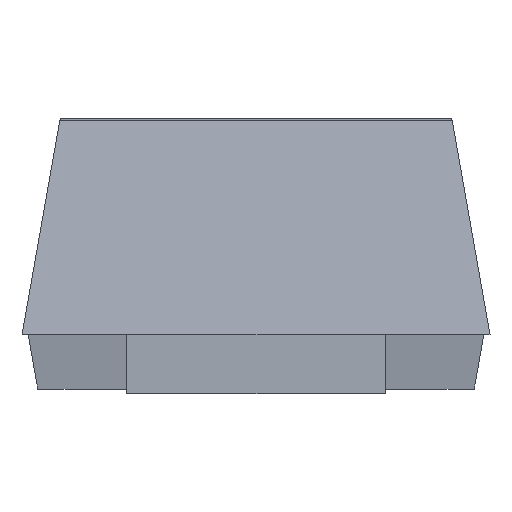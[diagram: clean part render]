
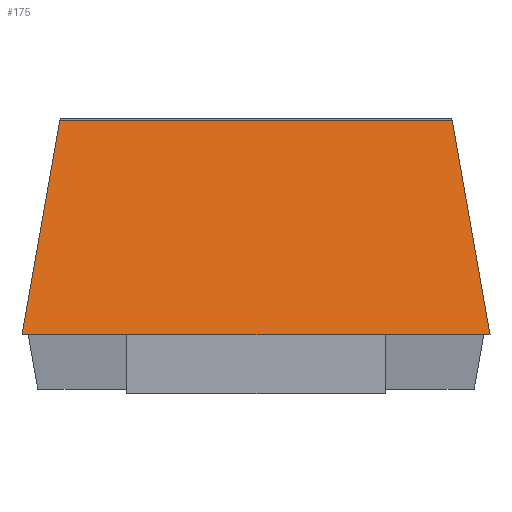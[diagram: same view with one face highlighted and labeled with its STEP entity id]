
A CAD part, left-side view. The second image highlights one B-rep face of the part: STEP entity #175.
In plain terms, the highlighted planar face has unit normal (-0.985, 0, 0.174).
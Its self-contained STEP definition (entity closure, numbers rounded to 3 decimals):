
#22 = VERTEX_POINT('',#23);
#23 = CARTESIAN_POINT('',(-1.4,0.95,0.24));
#31 = EDGE_CURVE('',#22,#32,#34,.T.);
#32 = VERTEX_POINT('',#33);
#33 = CARTESIAN_POINT('',(-1.4,0.925,0.24));
#34 = LINE('',#35,#36);
#35 = CARTESIAN_POINT('',(-1.4,0.95,0.24));
#36 = VECTOR('',#37,1.);
#37 = DIRECTION('',(0.,-1.,0.));
#62 = EDGE_CURVE('',#22,#63,#65,.T.);
#63 = VERTEX_POINT('',#64);
#64 = CARTESIAN_POINT('',(-1.247,0.797,1.11));
#65 = LINE('',#66,#67);
#66 = CARTESIAN_POINT('',(-1.249,0.799,1.094)
  );
#67 = VECTOR('',#68,1.);
#68 = DIRECTION('',(0.171,-0.171,0.97));
#149 = EDGE_CURVE('',#32,#150,#152,.T.);
#150 = VERTEX_POINT('',#151);
#151 = CARTESIAN_POINT('',(-1.4,0.525,0.24));
#152 = LINE('',#153,#154);
#153 = CARTESIAN_POINT('',(-1.4,0.95,0.24));
#154 = VECTOR('',#155,1.);
#155 = DIRECTION('',(0.,-1.,0.));
#175 = ADVANCED_FACE('',(#176),#219,.F.);
#176 = FACE_BOUND('',#177,.F.);
#177 = EDGE_LOOP('',(#178,#179,#180,#188,#196,#204,#212,#218));
#178 = ORIENTED_EDGE('',*,*,#31,.F.);
#179 = ORIENTED_EDGE('',*,*,#62,.T.);
#180 = ORIENTED_EDGE('',*,*,#181,.F.);
#181 = EDGE_CURVE('',#182,#63,#184,.T.);
#182 = VERTEX_POINT('',#183);
#183 = CARTESIAN_POINT('',(-1.247,-0.797,1.11));
#184 = LINE('',#185,#186);
#185 = CARTESIAN_POINT('',(-1.247,0.475,1.11));
#186 = VECTOR('',#187,1.);
#187 = DIRECTION('',(0.,1.,0.));
#188 = ORIENTED_EDGE('',*,*,#189,.T.);
#189 = EDGE_CURVE('',#182,#190,#192,.T.);
#190 = VERTEX_POINT('',#191);
#191 = CARTESIAN_POINT('',(-1.4,-0.95,0.24));
#192 = LINE('',#193,#194);
#193 = CARTESIAN_POINT('',(-1.297,-0.847,
    0.825));
#194 = VECTOR('',#195,1.);
#195 = DIRECTION('',(-0.171,-0.171,-0.97));
#196 = ORIENTED_EDGE('',*,*,#197,.F.);
#197 = EDGE_CURVE('',#198,#190,#200,.T.);
#198 = VERTEX_POINT('',#199);
#199 = CARTESIAN_POINT('',(-1.4,-0.925,0.24));
#200 = LINE('',#201,#202);
#201 = CARTESIAN_POINT('',(-1.4,0.95,0.24));
#202 = VECTOR('',#203,1.);
#203 = DIRECTION('',(0.,-1.,0.));
#204 = ORIENTED_EDGE('',*,*,#205,.F.);
#205 = EDGE_CURVE('',#206,#198,#208,.T.);
#206 = VERTEX_POINT('',#207);
#207 = CARTESIAN_POINT('',(-1.4,-0.525,0.24));
#208 = LINE('',#209,#210);
#209 = CARTESIAN_POINT('',(-1.4,0.95,0.24));
#210 = VECTOR('',#211,1.);
#211 = DIRECTION('',(0.,-1.,0.));
#212 = ORIENTED_EDGE('',*,*,#213,.F.);
#213 = EDGE_CURVE('',#150,#206,#214,.T.);
#214 = LINE('',#215,#216);
#215 = CARTESIAN_POINT('',(-1.4,0.95,0.24));
#216 = VECTOR('',#217,1.);
#217 = DIRECTION('',(0.,-1.,0.));
#218 = ORIENTED_EDGE('',*,*,#149,.F.);
#219 = PLANE('',#220);
#220 = AXIS2_PLACEMENT_3D('',#221,#222,#223);
#221 = CARTESIAN_POINT('',(-1.245,0.95,1.12));
#222 = DIRECTION('',(0.985,0.,-0.174
    ));
#223 = DIRECTION('',(-0.174,0.,
    -0.985));
